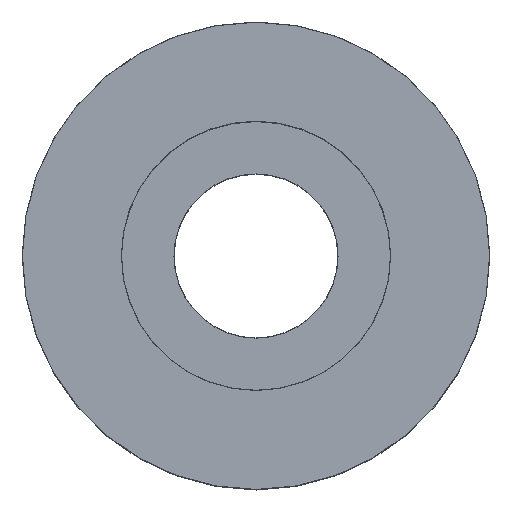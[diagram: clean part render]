
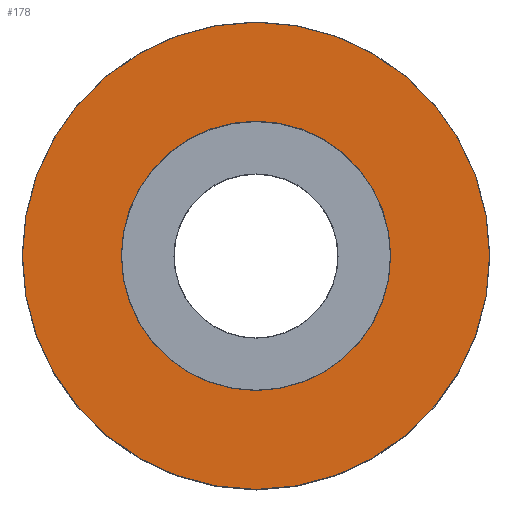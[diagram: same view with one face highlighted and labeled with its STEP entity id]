
A CAD part, top view. The second image highlights one B-rep face of the part: STEP entity #178.
In plain terms, the highlighted planar face has unit normal (0, 0, 1).
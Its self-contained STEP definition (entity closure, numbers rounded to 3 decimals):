
#16=FACE_BOUND('',#47,.T.);
#19=PLANE('',#220);
#34=FACE_OUTER_BOUND('',#46,.T.);
#46=EDGE_LOOP('',(#138,#139));
#47=EDGE_LOOP('',(#140));
#63=CIRCLE('',#217,5.76);
#66=CIRCLE('',#221,9.99);
#67=CIRCLE('',#222,9.99);
#84=VERTEX_POINT('',#330);
#86=VERTEX_POINT('',#336);
#87=VERTEX_POINT('',#337);
#103=EDGE_CURVE('',#84,#84,#63,.T.);
#106=EDGE_CURVE('',#86,#87,#66,.T.);
#107=EDGE_CURVE('',#87,#86,#67,.T.);
#138=ORIENTED_EDGE('',*,*,#106,.F.);
#139=ORIENTED_EDGE('',*,*,#107,.F.);
#140=ORIENTED_EDGE('',*,*,#103,.F.);
#178=ADVANCED_FACE('',(#34,#16),#19,.T.);
#217=AXIS2_PLACEMENT_3D('',#331,#265,#266);
#220=AXIS2_PLACEMENT_3D('',#335,#271,#272);
#221=AXIS2_PLACEMENT_3D('',#338,#273,#274);
#222=AXIS2_PLACEMENT_3D('',#339,#275,#276);
#265=DIRECTION('center_axis',(0.,0.,1.));
#266=DIRECTION('ref_axis',(-1.,0.,0.));
#271=DIRECTION('center_axis',(0.,0.,1.));
#272=DIRECTION('ref_axis',(1.,0.,0.));
#273=DIRECTION('center_axis',(0.,0.,-1.));
#274=DIRECTION('ref_axis',(-1.,0.,0.));
#275=DIRECTION('center_axis',(0.,0.,-1.));
#276=DIRECTION('ref_axis',(-1.,0.,0.));
#330=CARTESIAN_POINT('',(5.76,0.,9.));
#331=CARTESIAN_POINT('Origin',(0.,0.,9.));
#335=CARTESIAN_POINT('Origin',(0.,0.,9.));
#336=CARTESIAN_POINT('',(9.99,0.,9.));
#337=CARTESIAN_POINT('',(-9.99,0.,9.));
#338=CARTESIAN_POINT('Origin',(0.,0.,9.));
#339=CARTESIAN_POINT('Origin',(0.,0.,9.));
